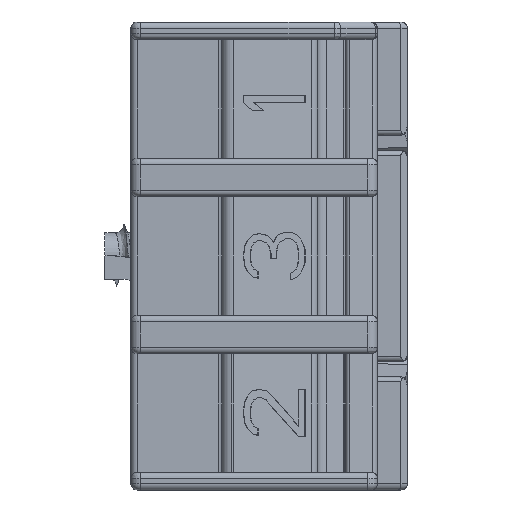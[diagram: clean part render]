
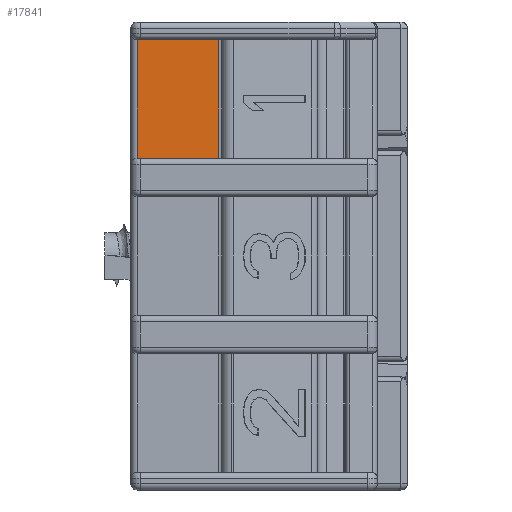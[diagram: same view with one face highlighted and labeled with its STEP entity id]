
A CAD part, left-side view. The second image highlights one B-rep face of the part: STEP entity #17841.
In plain terms, the highlighted planar face has unit normal (-1, 0, 0).
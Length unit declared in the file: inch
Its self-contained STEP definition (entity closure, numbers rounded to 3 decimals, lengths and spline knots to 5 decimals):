
#1279 = CARTESIAN_POINT ( 'NONE',  ( -0.69291, -0.01575, -2.11603 ) ) ;
#2540 = CARTESIAN_POINT ( 'NONE',  ( -0.69291, -0.01575, 0.54232 ) ) ;
#2693 = CARTESIAN_POINT ( 'NONE',  ( -0.69291, 0., 0.24508 ) ) ;
#4985 = EDGE_CURVE ( 'NONE', #45982, #23940, #18705, .T. ) ;
#5332 = CARTESIAN_POINT ( 'NONE',  ( -0.69291, 0., 0.54232 ) ) ;
#6064 = DIRECTION ( 'NONE',  ( 0., 0., 1. ) ) ;
#9108 = VECTOR ( 'NONE', #6064, 39.37008 ) ;
#9491 = EDGE_CURVE ( 'NONE', #33367, #23940, #9541, .T. ) ;
#9541 = LINE ( 'NONE', #5332, #54815 ) ;
#11556 = VECTOR ( 'NONE', #45927, 39.37008 ) ;
#11996 = CARTESIAN_POINT ( 'NONE',  ( -0.69291, -0.22047, 0.54232 ) ) ;
#17548 = VECTOR ( 'NONE', #54567, 39.37008 ) ;
#17841 = ADVANCED_FACE ( 'NONE', ( #36677 ), #45357, .F. ) ;
#18705 = LINE ( 'NONE', #1279, #9108 ) ;
#20434 = DIRECTION ( 'NONE',  ( 0., 0., -1. ) ) ;
#22466 = DIRECTION ( 'NONE',  ( 0., 1., 0. ) ) ;
#23940 = VERTEX_POINT ( 'NONE', #2540 ) ;
#25354 = ORIENTED_EDGE ( 'NONE', *, *, #4985, .F. ) ;
#27083 = ORIENTED_EDGE ( 'NONE', *, *, #54614, .T. ) ;
#28831 = LINE ( 'NONE', #11996, #11556 ) ;
#31586 = EDGE_CURVE ( 'NONE', #33367, #52114, #28831, .T. ) ;
#33292 = DIRECTION ( 'NONE',  ( 1., 0., 0. ) ) ;
#33367 = VERTEX_POINT ( 'NONE', #35384 ) ;
#35384 = CARTESIAN_POINT ( 'NONE',  ( -0.69291, -0.22047, 0.54232 ) ) ;
#36542 = ORIENTED_EDGE ( 'NONE', *, *, #9491, .T. ) ;
#36677 = FACE_OUTER_BOUND ( 'NONE', #47848, .T. ) ;
#40876 = CARTESIAN_POINT ( 'NONE',  ( -0.69291, 0., 0.54232 ) ) ;
#45357 = PLANE ( 'NONE',  #54696 ) ;
#45927 = DIRECTION ( 'NONE',  ( 0., 0., -1. ) ) ;
#45982 = VERTEX_POINT ( 'NONE', #55395 ) ;
#47848 = EDGE_LOOP ( 'NONE', ( #48586, #36542, #25354, #27083 ) ) ;
#48586 = ORIENTED_EDGE ( 'NONE', *, *, #31586, .F. ) ;
#52114 = VERTEX_POINT ( 'NONE', #53600 ) ;
#53600 = CARTESIAN_POINT ( 'NONE',  ( -0.69291, -0.22047, 0.24508 ) ) ;
#53724 = LINE ( 'NONE', #2693, #17548 ) ;
#54567 = DIRECTION ( 'NONE',  ( 0., -1., 0. ) ) ;
#54614 = EDGE_CURVE ( 'NONE', #45982, #52114, #53724, .T. ) ;
#54696 = AXIS2_PLACEMENT_3D ( 'NONE', #40876, #33292, #20434 ) ;
#54815 = VECTOR ( 'NONE', #22466, 39.37008 ) ;
#55395 = CARTESIAN_POINT ( 'NONE',  ( -0.69291, -0.01575, 0.24508 ) ) ;
